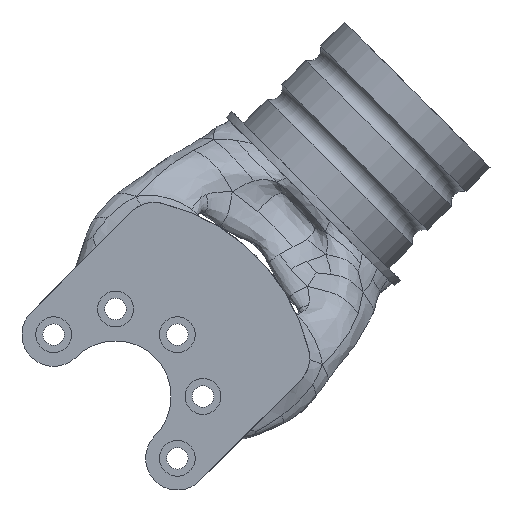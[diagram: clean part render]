
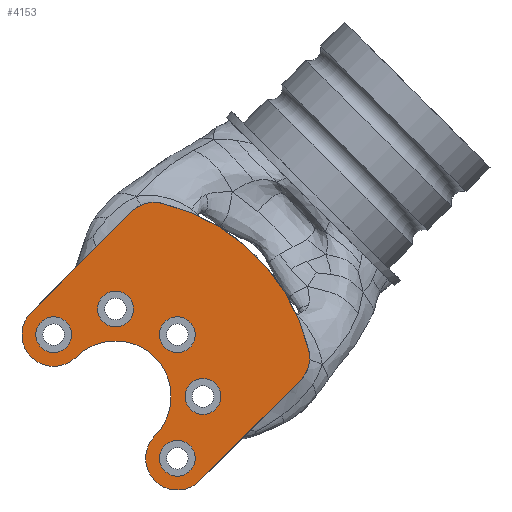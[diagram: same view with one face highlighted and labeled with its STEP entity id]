
A CAD part, left-side view. The second image highlights one B-rep face of the part: STEP entity #4153.
In plain terms, the highlighted planar face has unit normal (-1, 0, 0).
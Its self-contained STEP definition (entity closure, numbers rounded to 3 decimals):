
#40=FACE_BOUND('',#770,.T.);
#41=FACE_BOUND('',#771,.T.);
#42=FACE_BOUND('',#772,.T.);
#43=FACE_BOUND('',#773,.T.);
#44=FACE_BOUND('',#774,.T.);
#78=LINE('',#9737,#117);
#83=LINE('',#9789,#122);
#117=VECTOR('',#4757,100.);
#122=VECTOR('',#4782,100.);
#156=PLANE('',#4478);
#469=FACE_OUTER_BOUND('',#769,.T.);
#769=EDGE_LOOP('',(#3074,#3075,#3076,#3077,#3078,#3079,#3080,#3081));
#770=EDGE_LOOP('',(#3082));
#771=EDGE_LOOP('',(#3083));
#772=EDGE_LOOP('',(#3084));
#773=EDGE_LOOP('',(#3085));
#774=EDGE_LOOP('',(#3086));
#1053=CIRCLE('',#4473,0.4);
#1054=CIRCLE('',#4475,0.4);
#1055=CIRCLE('',#4477,2.5);
#1056=CIRCLE('',#4479,0.4);
#1057=CIRCLE('',#4480,0.7);
#1058=CIRCLE('',#4481,0.4);
#1059=CIRCLE('',#4482,0.225);
#1060=CIRCLE('',#4483,0.225);
#1061=CIRCLE('',#4484,0.225);
#1062=CIRCLE('',#4485,0.225);
#1063=CIRCLE('',#4486,0.225);
#1806=VERTEX_POINT('',#9734);
#1807=VERTEX_POINT('',#9736);
#1810=VERTEX_POINT('',#9762);
#1811=VERTEX_POINT('',#9764);
#1813=VERTEX_POINT('',#9773);
#1814=VERTEX_POINT('',#9783);
#1815=VERTEX_POINT('',#9785);
#1816=VERTEX_POINT('',#9787);
#1817=VERTEX_POINT('',#9790);
#1818=VERTEX_POINT('',#9792);
#1819=VERTEX_POINT('',#9794);
#1820=VERTEX_POINT('',#9796);
#1821=VERTEX_POINT('',#9798);
#2272=EDGE_CURVE('',#1806,#1807,#78,.T.);
#2277=EDGE_CURVE('',#1810,#1811,#1053,.T.);
#2280=EDGE_CURVE('',#1807,#1813,#1054,.T.);
#2283=EDGE_CURVE('',#1813,#1810,#1055,.T.);
#2284=EDGE_CURVE('',#1814,#1806,#1056,.T.);
#2285=EDGE_CURVE('',#1814,#1815,#1057,.T.);
#2286=EDGE_CURVE('',#1815,#1816,#1058,.T.);
#2287=EDGE_CURVE('',#1816,#1811,#83,.T.);
#2288=EDGE_CURVE('',#1817,#1817,#1059,.T.);
#2289=EDGE_CURVE('',#1818,#1818,#1060,.T.);
#2290=EDGE_CURVE('',#1819,#1819,#1061,.T.);
#2291=EDGE_CURVE('',#1820,#1820,#1062,.T.);
#2292=EDGE_CURVE('',#1821,#1821,#1063,.T.);
#3074=ORIENTED_EDGE('',*,*,#2280,.F.);
#3075=ORIENTED_EDGE('',*,*,#2272,.F.);
#3076=ORIENTED_EDGE('',*,*,#2284,.F.);
#3077=ORIENTED_EDGE('',*,*,#2285,.T.);
#3078=ORIENTED_EDGE('',*,*,#2286,.T.);
#3079=ORIENTED_EDGE('',*,*,#2287,.T.);
#3080=ORIENTED_EDGE('',*,*,#2277,.F.);
#3081=ORIENTED_EDGE('',*,*,#2283,.F.);
#3082=ORIENTED_EDGE('',*,*,#2288,.T.);
#3083=ORIENTED_EDGE('',*,*,#2289,.T.);
#3084=ORIENTED_EDGE('',*,*,#2290,.T.);
#3085=ORIENTED_EDGE('',*,*,#2291,.T.);
#3086=ORIENTED_EDGE('',*,*,#2292,.T.);
#4153=ADVANCED_FACE('',(#469,#40,#41,#42,#43,#44),#156,.T.);
#4473=AXIS2_PLACEMENT_3D('',#9765,#4762,#4763);
#4475=AXIS2_PLACEMENT_3D('',#9774,#4767,#4768);
#4477=AXIS2_PLACEMENT_3D('',#9781,#4772,#4773);
#4478=AXIS2_PLACEMENT_3D('',#9782,#4774,#4775);
#4479=AXIS2_PLACEMENT_3D('',#9784,#4776,#4777);
#4480=AXIS2_PLACEMENT_3D('',#9786,#4778,#4779);
#4481=AXIS2_PLACEMENT_3D('',#9788,#4780,#4781);
#4482=AXIS2_PLACEMENT_3D('',#9791,#4783,#4784);
#4483=AXIS2_PLACEMENT_3D('',#9793,#4785,#4786);
#4484=AXIS2_PLACEMENT_3D('',#9795,#4787,#4788);
#4485=AXIS2_PLACEMENT_3D('',#9797,#4789,#4790);
#4486=AXIS2_PLACEMENT_3D('',#9799,#4791,#4792);
#4757=DIRECTION('',(0.,-0.707,0.707));
#4762=DIRECTION('center_axis',(1.,0.,0.));
#4763=DIRECTION('ref_axis',(0.,-0.962,-0.272));
#4767=DIRECTION('center_axis',(1.,0.,0.));
#4768=DIRECTION('ref_axis',(0.,0.272,0.962));
#4772=DIRECTION('center_axis',(1.,0.,0.));
#4773=DIRECTION('ref_axis',(0.,0.,1.));
#4774=DIRECTION('center_axis',(-1.,0.,0.));
#4775=DIRECTION('ref_axis',(0.,0.,-1.));
#4776=DIRECTION('center_axis',(1.,0.,0.));
#4777=DIRECTION('ref_axis',(0.,0.,-1.));
#4778=DIRECTION('center_axis',(1.,0.,0.));
#4779=DIRECTION('ref_axis',(0.,0.,-1.));
#4780=DIRECTION('center_axis',(-1.,0.,0.));
#4781=DIRECTION('ref_axis',(0.,0.,-1.));
#4782=DIRECTION('',(0.,-0.707,0.707));
#4783=DIRECTION('center_axis',(1.,0.,0.));
#4784=DIRECTION('ref_axis',(0.,0.,-1.));
#4785=DIRECTION('center_axis',(1.,0.,0.));
#4786=DIRECTION('ref_axis',(0.,0.,-1.));
#4787=DIRECTION('center_axis',(1.,0.,0.));
#4788=DIRECTION('ref_axis',(0.,0.,-1.));
#4789=DIRECTION('center_axis',(1.,0.,0.));
#4790=DIRECTION('ref_axis',(0.,0.,-1.));
#4791=DIRECTION('center_axis',(1.,0.,0.));
#4792=DIRECTION('ref_axis',(0.,0.,-1.));
#9734=CARTESIAN_POINT('',(-2.86,18.738,18.738));
#9736=CARTESIAN_POINT('',(-2.86,17.473,20.003));
#9737=CARTESIAN_POINT('',(-2.86,18.738,18.738));
#9762=CARTESIAN_POINT('',(-2.86,15.246,18.258));
#9764=CARTESIAN_POINT('',(-2.86,15.352,17.882));
#9765=CARTESIAN_POINT('Origin',(-2.86,15.635,18.165));
#9773=CARTESIAN_POINT('',(-2.86,17.098,20.109));
#9774=CARTESIAN_POINT('Origin',(-2.86,17.191,19.72));
#9781=CARTESIAN_POINT('Origin',(-2.86,17.678,17.678));
#9782=CARTESIAN_POINT('Origin',(-2.86,0.,0.));
#9783=CARTESIAN_POINT('',(-2.86,18.173,18.173));
#9784=CARTESIAN_POINT('Origin',(-2.86,18.455,18.455));
#9785=CARTESIAN_POINT('',(-2.86,17.183,17.183));
#9786=CARTESIAN_POINT('Origin',(-2.86,17.678,17.678));
#9787=CARTESIAN_POINT('',(-2.86,16.617,16.617));
#9788=CARTESIAN_POINT('Origin',(-2.86,16.9,16.9));
#9789=CARTESIAN_POINT('',(-2.86,16.617,16.617));
#9790=CARTESIAN_POINT('',(-2.86,16.9,18.68));
#9791=CARTESIAN_POINT('Origin',(-2.86,16.9,18.455));
#9792=CARTESIAN_POINT('',(-2.86,17.678,19.003));
#9793=CARTESIAN_POINT('Origin',(-2.86,17.678,18.778));
#9794=CARTESIAN_POINT('',(-2.86,18.455,18.68));
#9795=CARTESIAN_POINT('Origin',(-2.86,18.455,18.455));
#9796=CARTESIAN_POINT('',(-2.86,16.9,17.125));
#9797=CARTESIAN_POINT('Origin',(-2.86,16.9,16.9));
#9798=CARTESIAN_POINT('',(-2.86,16.578,17.903));
#9799=CARTESIAN_POINT('Origin',(-2.86,16.578,17.678));
